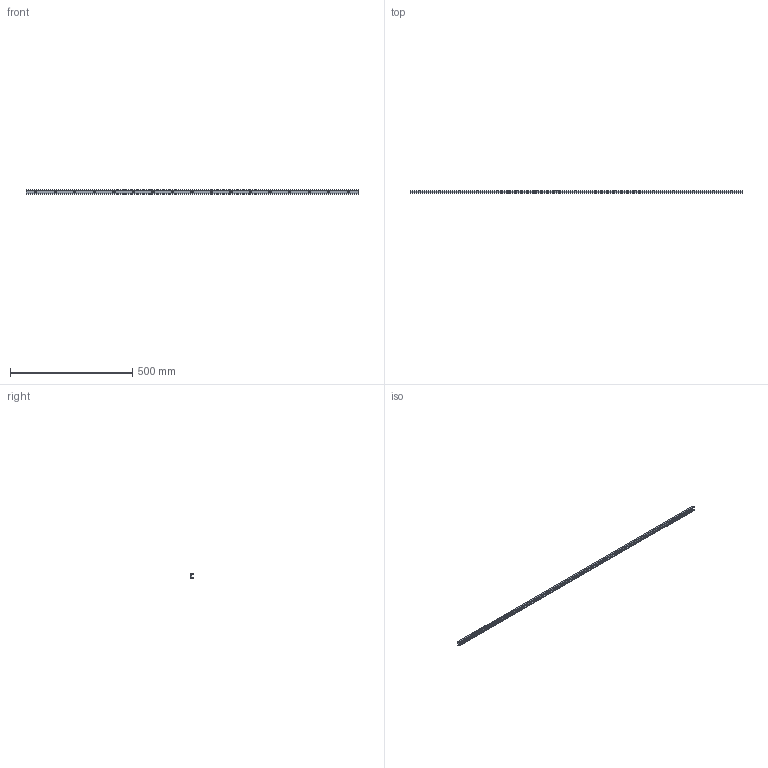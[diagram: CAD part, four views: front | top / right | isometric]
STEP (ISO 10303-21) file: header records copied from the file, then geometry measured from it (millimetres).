
FILE_DESCRIPTION((''),'2;1');
FILE_NAME('LCX 18-1360.C.stp','2016-04-28T07:58:59',('MRathmann'),(''),'Autodesk Inventor 2012','Autodesk Inventor 2012','');
FILE_SCHEMA(('CONFIG_CONTROL_DESIGN'));
Length unit declared in the file: millimetre
Products named in the file (1): LCX 18-1360.C
Bounding box: 1360 x 8.25 x 18 mm (x, y, z)
Volume: 98860.2 mm3; surface area: 86005.5 mm2
Topology: 1 solids, 1 shells, 75 faces, 219 edges, 146 vertices
Faces by surface type: cylinder 45, plane 30
Full cylindrical faces by diameter (mm): 5 x17, 9.5 x17
Entity records: 2141 total; most frequent: DIRECTION 393, CARTESIAN_POINT 339, ORIENTED_EDGE 302, AXIS2_PLACEMENT_3D 166, EDGE_CURVE 151, EDGE_LOOP 143, VERTEX_POINT 112, CIRCLE 90
